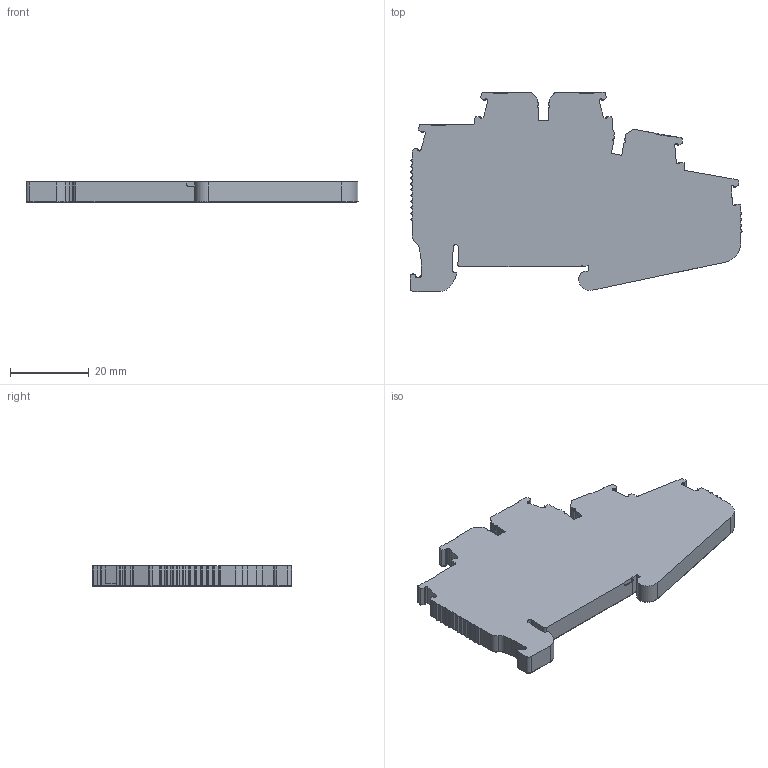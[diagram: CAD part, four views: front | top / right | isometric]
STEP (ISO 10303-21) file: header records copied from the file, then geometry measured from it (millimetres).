
FILE_DESCRIPTION (( 'STEP AP203' ), '1' );
FILE_NAME ('KN-PMD25-25.step', '2025-04-29T14:32:23', ( '' ), ( '' ), 'SwSTEP 2.0', 'SolidWorks 2024', '' );
FILE_SCHEMA (( 'CONFIG_CONTROL_DESIGN' ));
Length unit declared in the file: millimetre
Products named in the file (1): KN-PMD25-25
Bounding box: 84.28 x 50.52 x 5.15 mm (x, y, z)
Volume: 15859 mm3; surface area: 7936.6 mm2
Topology: 1 solids, 1 shells, 903 faces, 2642 edges, 1740 vertices
Faces by surface type: plane 446, cylinder 390, bspline 51, torus 8, cone 8
Entity records: 30858 total; most frequent: CARTESIAN_POINT 6727, ORIENTED_EDGE 5252, DIRECTION 4956, EDGE_CURVE 2626, VERTEX_POINT 1740, VECTOR 1656, LINE 1656, AXIS2_PLACEMENT_3D 1650
